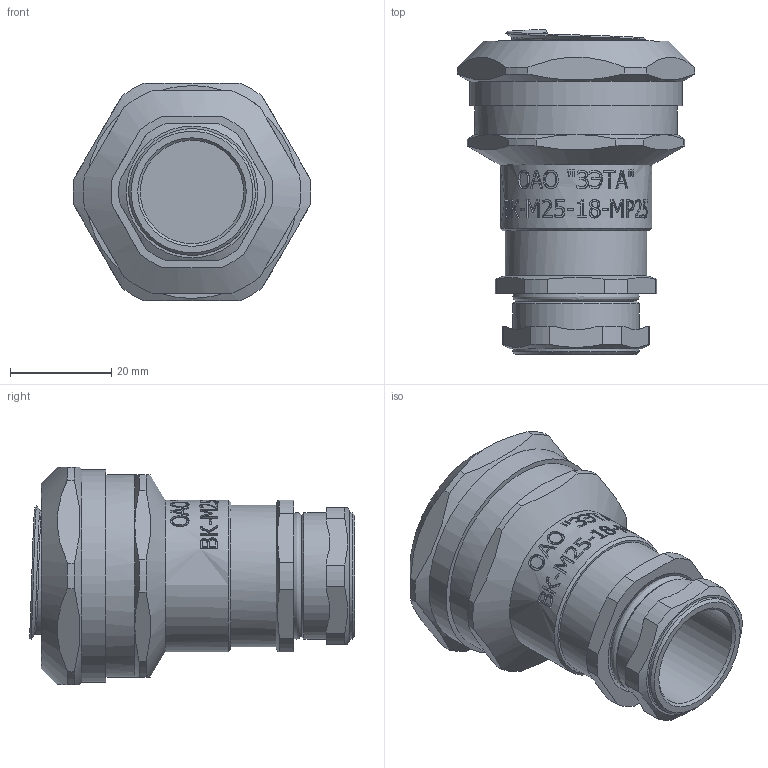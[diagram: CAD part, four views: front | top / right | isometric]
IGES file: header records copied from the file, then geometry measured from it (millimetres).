
Global section: file name: ВК-М25-МР25 (13-18); native system: Autodesk Inventor 2015; preprocessor: unknown; author: Борисов Е.В.,,11,0,; ; date: 20160917.205443; units: centimetre
Bounding box: 47 x 64.24 x 43 mm (x, y, z)
Volume: 40370.7 mm3; surface area: 15860.4 mm2
Topology: 1 solids, 1 shells, 466 faces, 1268 edges, 847 vertices
Faces by surface type: bspline 466
